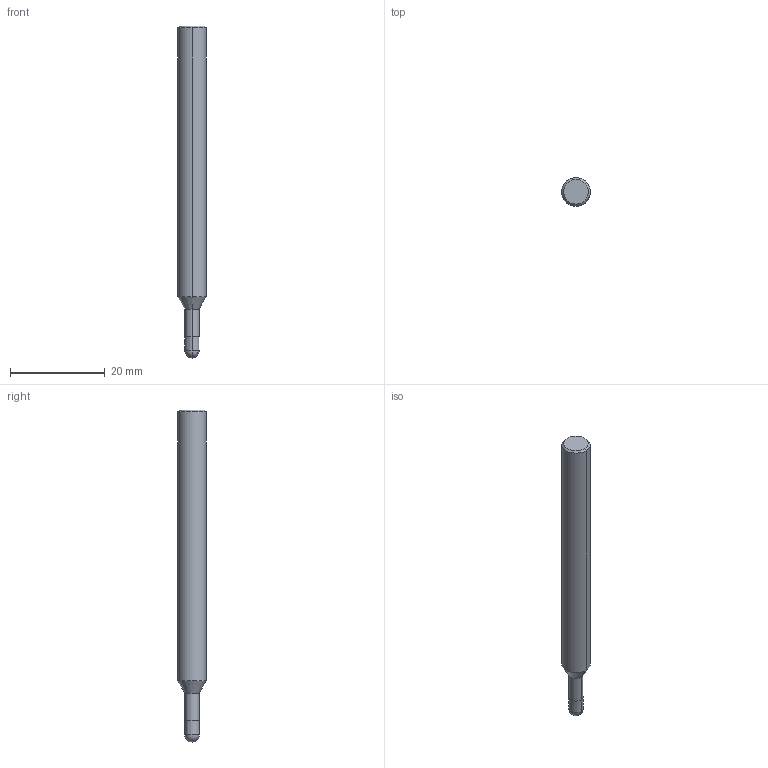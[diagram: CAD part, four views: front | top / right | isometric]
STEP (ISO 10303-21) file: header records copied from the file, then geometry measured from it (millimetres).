
FILE_DESCRIPTION(('no description'),'unknown implementation level');
FILE_NAME('solidVCXY_WOapxObjkz8GHrmCApT5Xg_1.STP',' ',('CIM GmbH Aachen'),('CADClick - KiM GmbH - www.kimweb.de'),'unknown preprocess','ACIS','unknown authorization');
FILE_SCHEMA(('automotive_design'));
Length unit declared in the file: millimetre
Products named in the file (2): 1; 2
Bounding box: 6 x 6 x 70 mm (x, y, z)
Volume: 1725 mm3; surface area: 1254.8 mm2
Topology: 2 solids, 2 shells, 30 faces, 76 edges, 46 vertices
Faces by surface type: cylinder 11, plane 11, cone 6, sphere 2
Entity records: 1960 total; most frequent: CARTESIAN_POINT 369, DIRECTION 154, STYLED_ITEM 150, PRESENTATION_STYLE_ASSIGNMENT 150, COLOUR_RGB 150, ORIENTED_EDGE 144, EDGE_CURVE 72, CURVE_STYLE 72
